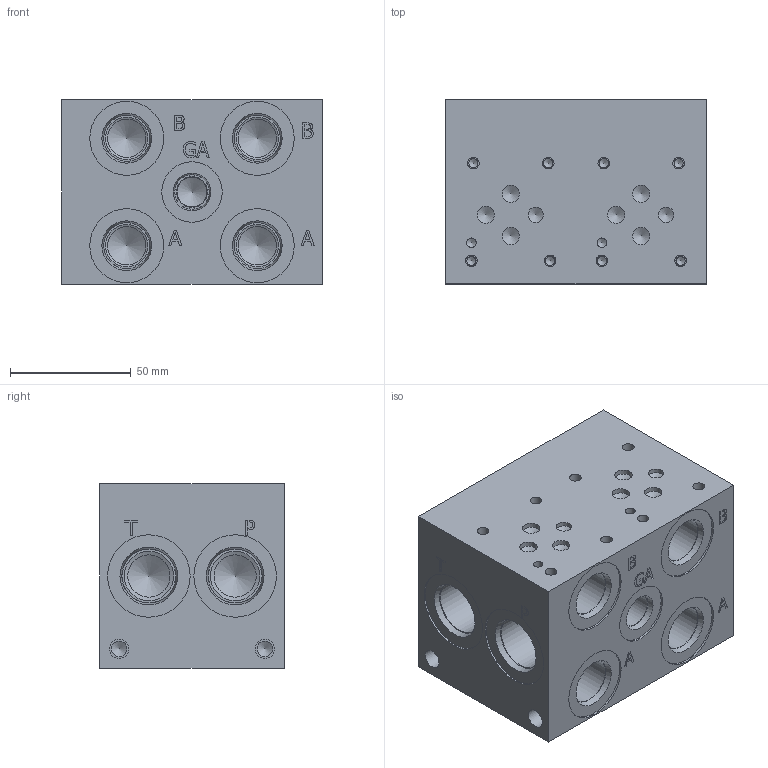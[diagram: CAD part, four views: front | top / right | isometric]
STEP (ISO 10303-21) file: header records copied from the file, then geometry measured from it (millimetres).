
FILE_DESCRIPTION(/* description */ (''),/* implementation_level */ '2;1');
FILE_NAME(/* name */ '_D03P022S_C.stp',/* time_stamp */ '2022-10-05T11:12:07-04:00',/* author */ ('bobbyh'),/* organization */ (''),/* preprocessor_version */ 'ST-DEVELOPER v18',/* originating_system */ 'Autodesk Inventor 2020',/* authorisation */ '');
FILE_SCHEMA (('AUTOMOTIVE_DESIGN { 1 0 10303 214 3 1 1 }'));
Length unit declared in the file: millimetre
Products named in the file (1): Part_AD03P022S_C_3D
Bounding box: 107.95 x 76.2 x 76.2 mm (x, y, z)
Volume: 534963.1 mm3; surface area: 64647.7 mm2
Topology: 1 solids, 1 shells, 690 faces, 1891 edges, 1281 vertices
Faces by surface type: plane 363, bspline 179, cylinder 85, cone 63
Full cylindrical faces by diameter (mm): 3.785 x8, 3.962 x2, 4.826 x8, 6.35 x2, 6.528 x4, 7.137 x6, 7.925 x4, 12.294 x1, 12.9 x1, 14.275 x1, 14.3 x1, 14.529 x1, 15.875 x4, 15.9 x1, 17.475 x4, 17.501 x4, 19.05 x4, 19.253 x4, 20.447 x4, 20.62 x1, 22.23 x5, 22.54 x1, 22.555 x4, 25.019 x1, 30.16 x1, 30.632 x4, 34.138 x4
Entity records: 23254 total; most frequent: CARTESIAN_POINT 6158, ORIENTED_EDGE 3718, DIRECTION 2850, EDGE_CURVE 1859, VERTEX_POINT 1281, LINE 1176, VECTOR 1176, AXIS2_PLACEMENT_3D 837
